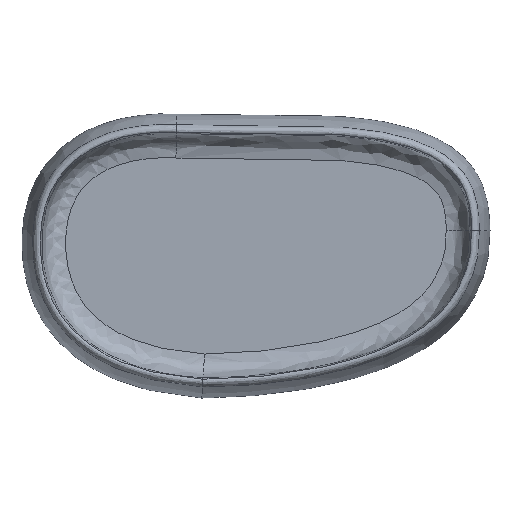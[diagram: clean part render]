
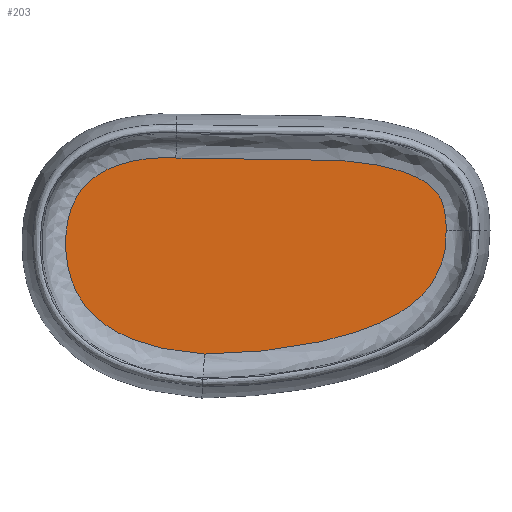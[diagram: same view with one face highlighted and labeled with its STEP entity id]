
A CAD part, top view. The second image highlights one B-rep face of the part: STEP entity #203.
In plain terms, the highlighted planar face has unit normal (0, 0, 1).
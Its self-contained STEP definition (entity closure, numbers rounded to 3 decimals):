
#48=FACE_OUTER_BOUND('',#62,.T.);
#62=EDGE_LOOP('',(#185,#186,#187));
#78=B_SPLINE_CURVE_WITH_KNOTS('',3,(#2419,#2420,#2421,#2422,#2423,#2424,
#2425,#2426,#2427,#2428,#2429,#2430,#2431,#2432,#2433,#2434,#2435,#2436,
#2437,#2438,#2439,#2440,#2441,#2442,#2443,#2444),.UNSPECIFIED.,.F.,.F.,
(4,2,2,2,2,2,2,2,2,2,2,2,4),(0.,0.062,0.125,0.188,0.219,
0.25,0.375,0.5,0.625,0.75,0.875,0.938,1.),.UNSPECIFIED.);
#81=B_SPLINE_CURVE_WITH_KNOTS('',3,(#2566,#2567,#2568,#2569,#2570,#2571,
#2572,#2573,#2574,#2575,#2576,#2577,#2578,#2579,#2580,#2581,#2582,#2583,
#2584,#2585,#2586,#2587),.UNSPECIFIED.,.F.,.F.,(4,2,2,2,2,2,2,2,2,2,4),
(0.,0.25,0.313,0.375,0.5,0.625,0.75,0.813,0.875,0.938,1.),
 .UNSPECIFIED.);
#83=B_SPLINE_CURVE_WITH_KNOTS('',3,(#2723,#2724,#2725,#2726,#2727,#2728,
#2729,#2730,#2731,#2732,#2733,#2734,#2735,#2736,#2737,#2738,#2739,#2740,
#2741,#2742,#2743,#2744,#2745,#2746,#2747,#2748),.UNSPECIFIED.,.F.,.F.,
(4,2,2,2,2,2,2,2,2,2,2,2,4),(0.,0.125,0.25,0.313,
0.375,0.438,0.5,0.563,
0.625,0.687,0.75,0.875,
1.),.UNSPECIFIED.);
#98=VERTEX_POINT('',#2417);
#99=VERTEX_POINT('',#2418);
#100=VERTEX_POINT('',#2565);
#124=EDGE_CURVE('',#98,#99,#78,.T.);
#127=EDGE_CURVE('',#100,#98,#81,.T.);
#129=EDGE_CURVE('',#99,#100,#83,.T.);
#185=ORIENTED_EDGE('',*,*,#124,.F.);
#186=ORIENTED_EDGE('',*,*,#127,.F.);
#187=ORIENTED_EDGE('',*,*,#129,.F.);
#189=PLANE('',#225);
#203=ADVANCED_FACE('',(#48),#189,.T.);
#225=AXIS2_PLACEMENT_3D('',#2749,#230,#231);
#230=DIRECTION('center_axis',(0.,0.,1.));
#231=DIRECTION('ref_axis',(1.,0.,0.));
#2417=CARTESIAN_POINT('',(107.607,-188.354,4.005));
#2418=CARTESIAN_POINT('',(46.422,-219.582,4.005));
#2419=CARTESIAN_POINT('Ctrl Pts',(107.607,-188.354,4.005));
#2420=CARTESIAN_POINT('Ctrl Pts',(107.603,-190.071,4.005));
#2421=CARTESIAN_POINT('Ctrl Pts',(107.543,-191.567,4.005));
#2422=CARTESIAN_POINT('Ctrl Pts',(107.215,-194.01,4.005));
#2423=CARTESIAN_POINT('Ctrl Pts',(106.957,-195.104,4.005));
#2424=CARTESIAN_POINT('Ctrl Pts',(106.119,-197.517,4.005));
#2425=CARTESIAN_POINT('Ctrl Pts',(105.565,-198.762,4.005));
#2426=CARTESIAN_POINT('Ctrl Pts',(104.437,-200.894,4.005));
#2427=CARTESIAN_POINT('Ctrl Pts',(104.216,-201.275,4.005));
#2428=CARTESIAN_POINT('Ctrl Pts',(103.55,-202.298,4.005));
#2429=CARTESIAN_POINT('Ctrl Pts',(103.201,-202.773,4.005));
#2430=CARTESIAN_POINT('Ctrl Pts',(101.26,-205.173,4.005));
#2431=CARTESIAN_POINT('Ctrl Pts',(99.142,-206.985,4.005));
#2432=CARTESIAN_POINT('Ctrl Pts',(94.08,-210.218,4.005));
#2433=CARTESIAN_POINT('Ctrl Pts',(91.162,-211.634,4.005));
#2434=CARTESIAN_POINT('Ctrl Pts',(84.915,-214.055,4.005));
#2435=CARTESIAN_POINT('Ctrl Pts',(81.586,-215.066,4.005));
#2436=CARTESIAN_POINT('Ctrl Pts',(74.72,-216.751,4.005));
#2437=CARTESIAN_POINT('Ctrl Pts',(71.178,-217.427,4.005));
#2438=CARTESIAN_POINT('Ctrl Pts',(63.996,-218.501,4.005));
#2439=CARTESIAN_POINT('Ctrl Pts',(60.342,-218.898,4.005));
#2440=CARTESIAN_POINT('Ctrl Pts',(54.87,-219.305,4.005));
#2441=CARTESIAN_POINT('Ctrl Pts',(52.981,-219.407,4.005));
#2442=CARTESIAN_POINT('Ctrl Pts',(49.528,-219.55,4.005));
#2443=CARTESIAN_POINT('Ctrl Pts',(47.089,-219.566,4.005));
#2444=CARTESIAN_POINT('Ctrl Pts',(46.422,-219.582,4.005));
#2565=CARTESIAN_POINT('',(39.184,-169.93,4.005));
#2566=CARTESIAN_POINT('Ctrl Pts',(39.184,-169.93,4.005));
#2567=CARTESIAN_POINT('Ctrl Pts',(47.144,-170.014,4.005));
#2568=CARTESIAN_POINT('Ctrl Pts',(55.113,-170.096,4.005));
#2569=CARTESIAN_POINT('Ctrl Pts',(65.082,-170.187,4.005));
#2570=CARTESIAN_POINT('Ctrl Pts',(67.074,-170.202,4.005));
#2571=CARTESIAN_POINT('Ctrl Pts',(71.086,-170.239,4.005));
#2572=CARTESIAN_POINT('Ctrl Pts',(73.101,-170.231,4.005));
#2573=CARTESIAN_POINT('Ctrl Pts',(78.545,-170.355,4.005));
#2574=CARTESIAN_POINT('Ctrl Pts',(82.199,-170.58,4.005));
#2575=CARTESIAN_POINT('Ctrl Pts',(89.144,-171.441,4.005));
#2576=CARTESIAN_POINT('Ctrl Pts',(92.488,-172.084,4.005));
#2577=CARTESIAN_POINT('Ctrl Pts',(98.451,-173.9,4.005));
#2578=CARTESIAN_POINT('Ctrl Pts',(101.046,-175.1,4.005));
#2579=CARTESIAN_POINT('Ctrl Pts',(103.79,-177.119,4.005));
#2580=CARTESIAN_POINT('Ctrl Pts',(104.519,-177.81,4.005));
#2581=CARTESIAN_POINT('Ctrl Pts',(105.677,-179.251,4.005));
#2582=CARTESIAN_POINT('Ctrl Pts',(106.124,-180.006,4.005));
#2583=CARTESIAN_POINT('Ctrl Pts',(106.861,-181.79,4.005));
#2584=CARTESIAN_POINT('Ctrl Pts',(107.145,-182.834,4.005));
#2585=CARTESIAN_POINT('Ctrl Pts',(107.521,-185.314,4.005));
#2586=CARTESIAN_POINT('Ctrl Pts',(107.608,-186.737,4.005));
#2587=CARTESIAN_POINT('Ctrl Pts',(107.607,-188.354,4.005));
#2723=CARTESIAN_POINT('Ctrl Pts',(46.422,-219.582,4.005));
#2724=CARTESIAN_POINT('Ctrl Pts',(41.811,-219.293,4.005));
#2725=CARTESIAN_POINT('Ctrl Pts',(37.329,-218.632,4.005));
#2726=CARTESIAN_POINT('Ctrl Pts',(29.032,-216.378,4.005));
#2727=CARTESIAN_POINT('Ctrl Pts',(25.231,-214.773,4.005));
#2728=CARTESIAN_POINT('Ctrl Pts',(20.502,-211.651,4.005));
#2729=CARTESIAN_POINT('Ctrl Pts',(19.087,-210.498,4.005));
#2730=CARTESIAN_POINT('Ctrl Pts',(16.616,-207.974,4.005));
#2731=CARTESIAN_POINT('Ctrl Pts',(15.558,-206.606,4.005));
#2732=CARTESIAN_POINT('Ctrl Pts',(13.789,-203.647,4.005));
#2733=CARTESIAN_POINT('Ctrl Pts',(13.077,-202.053,4.005));
#2734=CARTESIAN_POINT('Ctrl Pts',(11.997,-198.639,4.005));
#2735=CARTESIAN_POINT('Ctrl Pts',(11.63,-196.808,4.005));
#2736=CARTESIAN_POINT('Ctrl Pts',(11.239,-193.01,4.005));
#2737=CARTESIAN_POINT('Ctrl Pts',(11.216,-190.923,4.005));
#2738=CARTESIAN_POINT('Ctrl Pts',(11.486,-187.109,4.005));
#2739=CARTESIAN_POINT('Ctrl Pts',(11.801,-185.356,4.005));
#2740=CARTESIAN_POINT('Ctrl Pts',(12.781,-182.125,4.005));
#2741=CARTESIAN_POINT('Ctrl Pts',(13.444,-180.668,4.005));
#2742=CARTESIAN_POINT('Ctrl Pts',(15.111,-178.039,4.005));
#2743=CARTESIAN_POINT('Ctrl Pts',(16.118,-176.861,4.005));
#2744=CARTESIAN_POINT('Ctrl Pts',(19.711,-173.69,4.005));
#2745=CARTESIAN_POINT('Ctrl Pts',(22.88,-172.064,4.005));
#2746=CARTESIAN_POINT('Ctrl Pts',(30.459,-170.079,4.005));
#2747=CARTESIAN_POINT('Ctrl Pts',(34.17,-169.699,4.005));
#2748=CARTESIAN_POINT('Ctrl Pts',(39.184,-169.93,4.005));
#2749=CARTESIAN_POINT('Origin',(10.253,-169.2,4.005));
